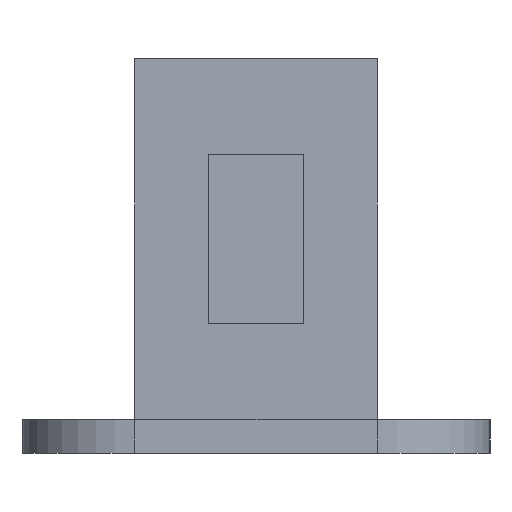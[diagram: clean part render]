
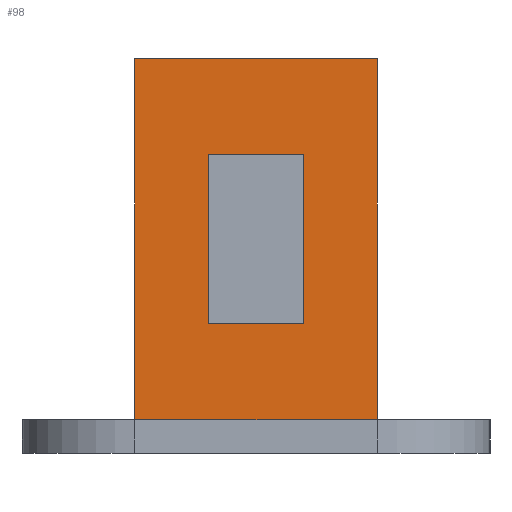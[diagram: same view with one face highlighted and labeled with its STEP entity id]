
A CAD part, left-side view. The second image highlights one B-rep face of the part: STEP entity #98.
In plain terms, the highlighted planar face has unit normal (-1, 0, 0).
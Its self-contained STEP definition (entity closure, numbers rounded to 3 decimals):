
#20 = AXIS2_PLACEMENT_3D ( 'NONE', #943, #180, #21 ) ;
#21 = DIRECTION ( 'NONE',  ( 0., 0., -1. ) ) ;
#22 = VERTEX_POINT ( 'NONE', #168 ) ;
#24 = CARTESIAN_POINT ( 'NONE',  ( -47.715, 9.771, 3. ) ) ;
#25 = EDGE_CURVE ( 'NONE', #321, #22, #487, .T. ) ;
#44 = VECTOR ( 'NONE', #204, 1000. ) ;
#45 = LINE ( 'NONE', #294, #340 ) ;
#54 = ORIENTED_EDGE ( 'NONE', *, *, #602, .F. ) ;
#59 = DIRECTION ( 'NONE',  ( 0., 0., -1. ) ) ;
#64 = CARTESIAN_POINT ( 'NONE',  ( -47.715, 9.771, 35. ) ) ;
#86 = ORIENTED_EDGE ( 'NONE', *, *, #313, .T. ) ;
#87 = ORIENTED_EDGE ( 'NONE', *, *, #428, .T. ) ;
#93 = PLANE ( 'NONE',  #20 ) ;
#94 = VERTEX_POINT ( 'NONE', #607 ) ;
#98 = ADVANCED_FACE ( 'NONE', ( #849, #599 ), #93, .F. ) ;
#145 = VECTOR ( 'NONE', #59, 1000. ) ;
#168 = CARTESIAN_POINT ( 'NONE',  ( -47.715, -5.229, 26.5 ) ) ;
#180 = DIRECTION ( 'NONE',  ( 1., 0., 0. ) ) ;
#204 = DIRECTION ( 'NONE',  ( 0., 0., -1. ) ) ;
#205 = EDGE_CURVE ( 'NONE', #336, #94, #814, .T. ) ;
#294 = CARTESIAN_POINT ( 'NONE',  ( -47.715, -11.729, 35. ) ) ;
#313 = EDGE_CURVE ( 'NONE', #512, #321, #366, .T. ) ;
#314 = ORIENTED_EDGE ( 'NONE', *, *, #205, .T. ) ;
#321 = VERTEX_POINT ( 'NONE', #460 ) ;
#327 = ORIENTED_EDGE ( 'NONE', *, *, #844, .T. ) ;
#336 = VERTEX_POINT ( 'NONE', #628 ) ;
#340 = VECTOR ( 'NONE', #485, 1000. ) ;
#354 = DIRECTION ( 'NONE',  ( 0., 0., 1. ) ) ;
#366 = LINE ( 'NONE', #1039, #937 ) ;
#393 = CARTESIAN_POINT ( 'NONE',  ( -47.715, -11.729, 3. ) ) ;
#410 = DIRECTION ( 'NONE',  ( 0., -1., 0. ) ) ;
#428 = EDGE_CURVE ( 'NONE', #630, #512, #540, .T. ) ;
#455 = CARTESIAN_POINT ( 'NONE',  ( -47.715, 9.771, 11.5 ) ) ;
#460 = CARTESIAN_POINT ( 'NONE',  ( -47.715, 3.271, 26.5 ) ) ;
#479 = VERTEX_POINT ( 'NONE', #393 ) ;
#484 = LINE ( 'NONE', #64, #885 ) ;
#485 = DIRECTION ( 'NONE',  ( 0., 0., -1. ) ) ;
#487 = LINE ( 'NONE', #505, #765 ) ;
#505 = CARTESIAN_POINT ( 'NONE',  ( -47.715, 9.771, 26.5 ) ) ;
#512 = VERTEX_POINT ( 'NONE', #740 ) ;
#528 = CARTESIAN_POINT ( 'NONE',  ( -47.715, -5.229, 35. ) ) ;
#533 = EDGE_LOOP ( 'NONE', ( #327, #87, #86, #685 ) ) ;
#540 = LINE ( 'NONE', #455, #1082 ) ;
#599 = FACE_OUTER_BOUND ( 'NONE', #944, .T. ) ;
#602 = EDGE_CURVE ( 'NONE', #336, #976, #484, .T. ) ;
#605 = VECTOR ( 'NONE', #956, 1000. ) ;
#607 = CARTESIAN_POINT ( 'NONE',  ( -47.715, 9.771, 3. ) ) ;
#628 = CARTESIAN_POINT ( 'NONE',  ( -47.715, 9.771, 35. ) ) ;
#629 = CARTESIAN_POINT ( 'NONE',  ( -47.715, -11.729, 35. ) ) ;
#630 = VERTEX_POINT ( 'NONE', #672 ) ;
#672 = CARTESIAN_POINT ( 'NONE',  ( -47.715, -5.229, 11.5 ) ) ;
#685 = ORIENTED_EDGE ( 'NONE', *, *, #25, .T. ) ;
#703 = LINE ( 'NONE', #24, #605 ) ;
#740 = CARTESIAN_POINT ( 'NONE',  ( -47.715, 3.271, 11.5 ) ) ;
#765 = VECTOR ( 'NONE', #824, 1000. ) ;
#788 = LINE ( 'NONE', #528, #44 ) ;
#794 = DIRECTION ( 'NONE',  ( 0., 1., 0. ) ) ;
#814 = LINE ( 'NONE', #1065, #145 ) ;
#822 = EDGE_CURVE ( 'NONE', #94, #479, #703, .T. ) ;
#824 = DIRECTION ( 'NONE',  ( 0., -1., 0. ) ) ;
#843 = ORIENTED_EDGE ( 'NONE', *, *, #1053, .F. ) ;
#844 = EDGE_CURVE ( 'NONE', #22, #630, #788, .T. ) ;
#849 = FACE_BOUND ( 'NONE', #533, .T. ) ;
#885 = VECTOR ( 'NONE', #410, 1000. ) ;
#892 = ORIENTED_EDGE ( 'NONE', *, *, #822, .T. ) ;
#937 = VECTOR ( 'NONE', #354, 1000. ) ;
#943 = CARTESIAN_POINT ( 'NONE',  ( -47.715, 9.771, 35. ) ) ;
#944 = EDGE_LOOP ( 'NONE', ( #314, #892, #843, #54 ) ) ;
#956 = DIRECTION ( 'NONE',  ( 0., -1., 0. ) ) ;
#976 = VERTEX_POINT ( 'NONE', #629 ) ;
#1039 = CARTESIAN_POINT ( 'NONE',  ( -47.715, 3.271, 35. ) ) ;
#1053 = EDGE_CURVE ( 'NONE', #976, #479, #45, .T. ) ;
#1065 = CARTESIAN_POINT ( 'NONE',  ( -47.715, 9.771, 35. ) ) ;
#1082 = VECTOR ( 'NONE', #794, 1000. ) ;
